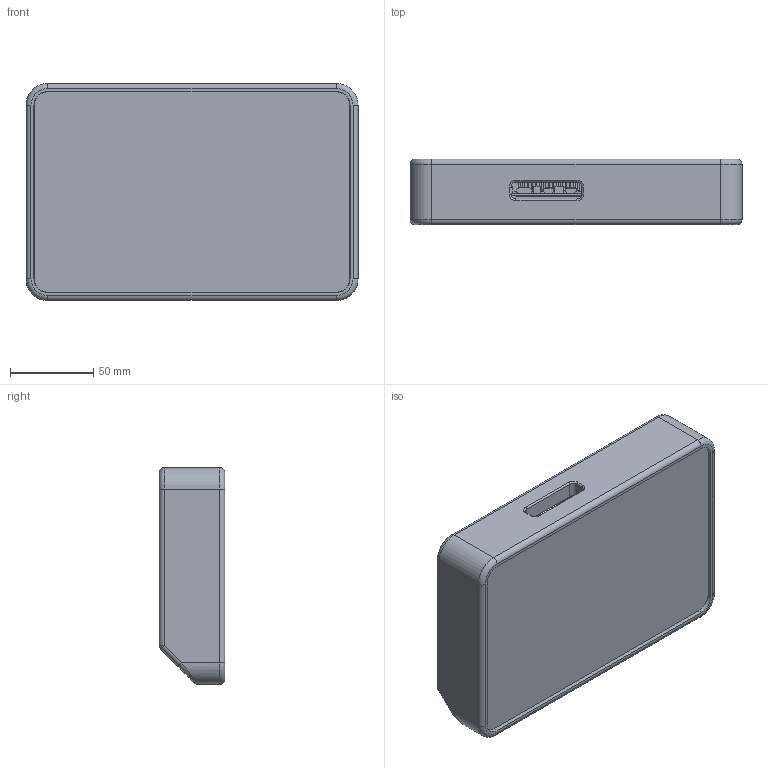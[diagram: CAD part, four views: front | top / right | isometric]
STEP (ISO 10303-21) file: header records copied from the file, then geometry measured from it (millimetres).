
FILE_DESCRIPTION(/* description */ ('','CAx-IF Rec.Pracs.---Representation and Presentation of Product Manufacturing Information (PMI)---4.0---2014-10-13'),/* implementation_level */ '2;1');
FILE_NAME(/* name */ 'RaspiTouchDisplay2.step',/* time_stamp */ '2025-12-8T09:12:26Z',/* author */ ('Marcos Naisbitt'),/* organization */ ('Hackclub'),/* preprocessor_version */ 'ST-DEVELOPER v20',/* originating_system */ 'Autodesk Translation Framework v13.20.0.188',/* authorisation */ '');
FILE_SCHEMA (('AP242_MANAGED_MODEL_BASED_3D_ENGINEERING_MIM_LF { 1 0 10303 442 1 1 4 }'));
Length unit declared in the file: millimetre
Products named in the file (32): RaspiDisplay2CaseCompact Rework; RaspiDisplay2; raspberry-pi-5-sbc-simple; connector; CSI_DSI-1; CSI_DSI-2; CSI_DSI_connector; ethernet; gpio; hdmi-micro; IR; mounting-holes; pcb; pcba-components; pcba-components Geometry; chips; pcie; pmic; poe; poe Geometry; poe-pins; pwr-connector; rp1; switch; uart; usb-2-bank; usb-2-bank Geometry; usb2-port; usb-3-bank; usb-3-bank Geometry; usb3-port; usb-c
Assembly tree (35 placements, depth 5):
  RaspiDisplay2CaseCompact Rework
    RaspiDisplay2
      raspberry-pi-5-sbc-simple
        connector
        CSI_DSI-1
          CSI_DSI_connector
        CSI_DSI-2
          CSI_DSI_connector
        ethernet
        gpio
        hdmi-micro  x2
        IR
        mounting-holes
        pcb
        pcba-components
          pcba-components Geometry
          chips
        pcie
        pmic
        poe
          poe Geometry
          poe-pins
        pwr-connector
        rp1
        switch
        uart
        usb-2-bank
          usb-2-bank Geometry
          usb2-port  x2
        usb-3-bank
          usb-3-bank Geometry
          usb3-port  x2
        usb-c
Bounding box: 199.32 x 39.3 x 130.24 mm (x, y, z)
Volume: 621392 mm3; surface area: 167478.3 mm2
Topology: 105 solids, 107 shells, 1013 faces, 2300 edges, 1565 vertices
Faces by surface type: plane 833, cylinder 153, torus 18, bspline 6, sphere 3
Full cylindrical faces by diameter (mm): 2.5 x12, 2.729 x8, 3 x2, 5 x4, 5.5 x4, 5.822 x3, 6 x1, 11.5 x4
Entity records: 27525 total; most frequent: CARTESIAN_POINT 5057, DIRECTION 4396, ORIENTED_EDGE 4210, EDGE_CURVE 2105, LINE 1778, VECTOR 1778, VERTEX_POINT 1439, AXIS2_PLACEMENT_3D 1309
